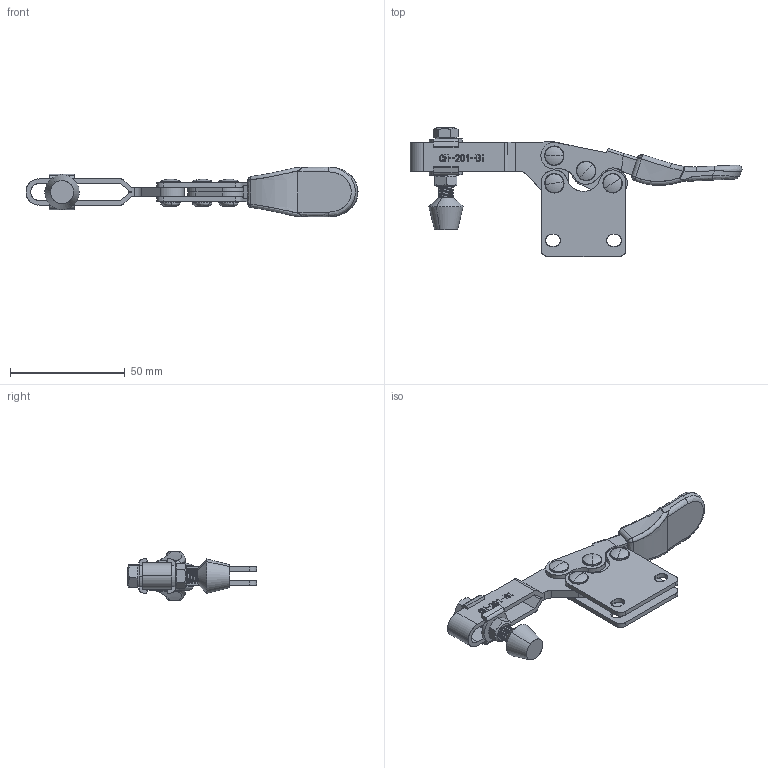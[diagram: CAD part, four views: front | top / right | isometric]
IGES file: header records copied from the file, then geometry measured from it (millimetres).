
Start section: SolidWorks IGES file using analytic representation for surfaces
Global section: file name: GP-1215-UB.IGS; native system: SolidWorks 2019; preprocessor: SolidWorks 2019; author: Engenharia; date: 210209.084904; units: millimetre
Bounding box: 144.62 x 56.21 x 21.5 mm (x, y, z)
Surface area: 24330.4 mm2 (no closed solid volume)
Topology: 0 solids, 0 shells, 784 faces, 11852 edges, 11842 vertices
Faces by surface type: bspline 510, revolution 274
